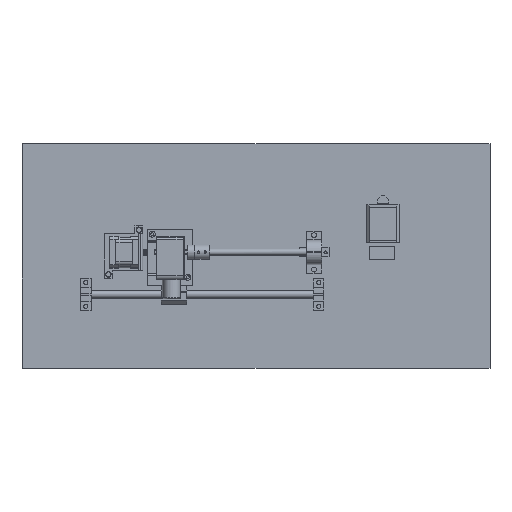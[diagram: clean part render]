
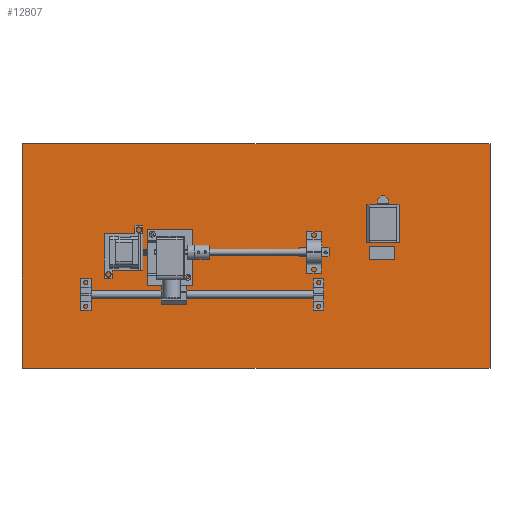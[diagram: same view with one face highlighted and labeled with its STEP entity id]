
A CAD part, top view. The second image highlights one B-rep face of the part: STEP entity #12807.
In plain terms, the highlighted planar face has unit normal (0, 0, 1).
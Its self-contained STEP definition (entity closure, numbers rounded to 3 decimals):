
#861=PLANE('',#14026);
#1805=FACE_OUTER_BOUND('',#2605,.T.);
#2605=EDGE_LOOP('',(#11458,#11459,#11460,#11461));
#3580=LINE('',#41202,#4582);
#3584=LINE('',#41210,#4586);
#3587=LINE('',#41215,#4589);
#3588=LINE('',#41217,#4590);
#4582=VECTOR('',#17005,10.);
#4586=VECTOR('',#17011,10.);
#4589=VECTOR('',#17018,10.);
#4590=VECTOR('',#17021,10.);
#6155=VERTEX_POINT('',#41199);
#6156=VERTEX_POINT('',#41201);
#6158=VERTEX_POINT('',#41207);
#6159=VERTEX_POINT('',#41209);
#7939=EDGE_CURVE('',#6156,#6155,#3580,.T.);
#7943=EDGE_CURVE('',#6159,#6158,#3584,.T.);
#7946=EDGE_CURVE('',#6155,#6159,#3587,.F.);
#7947=EDGE_CURVE('',#6158,#6156,#3588,.T.);
#11458=ORIENTED_EDGE('',*,*,#7943,.T.);
#11459=ORIENTED_EDGE('',*,*,#7947,.T.);
#11460=ORIENTED_EDGE('',*,*,#7939,.T.);
#11461=ORIENTED_EDGE('',*,*,#7946,.T.);
#12807=ADVANCED_FACE('',(#1805),#861,.T.);
#14026=AXIS2_PLACEMENT_3D('',#41218,#17022,#17023);
#17005=DIRECTION('',(1.,0.,0.));
#17011=DIRECTION('',(-1.,0.,0.));
#17018=DIRECTION('',(0.,-1.,0.));
#17021=DIRECTION('',(0.,-1.,0.));
#17022=DIRECTION('center_axis',(0.,0.,1.));
#17023=DIRECTION('ref_axis',(1.,0.,0.));
#41199=CARTESIAN_POINT('',(325.,-125.,12.7));
#41201=CARTESIAN_POINT('',(-300.,-125.,12.7));
#41202=CARTESIAN_POINT('',(200.,-125.,12.7));
#41207=CARTESIAN_POINT('',(-300.,175.,12.7));
#41209=CARTESIAN_POINT('',(325.,175.,12.7));
#41210=CARTESIAN_POINT('',(-300.,175.,12.7));
#41215=CARTESIAN_POINT('',(325.,-50.,12.7));
#41217=CARTESIAN_POINT('',(-300.,-125.,12.7));
#41218=CARTESIAN_POINT('Origin',(-50.,25.,12.7));
